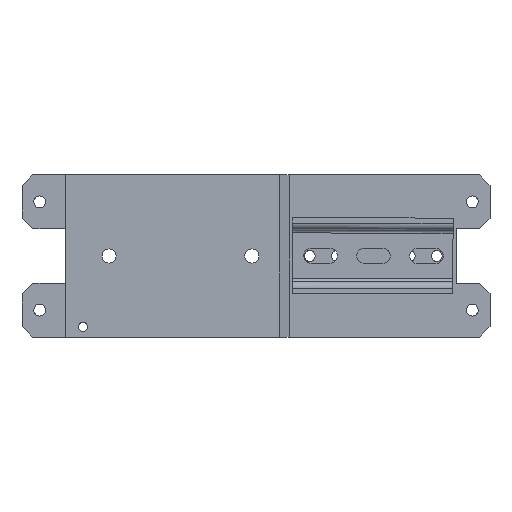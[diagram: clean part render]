
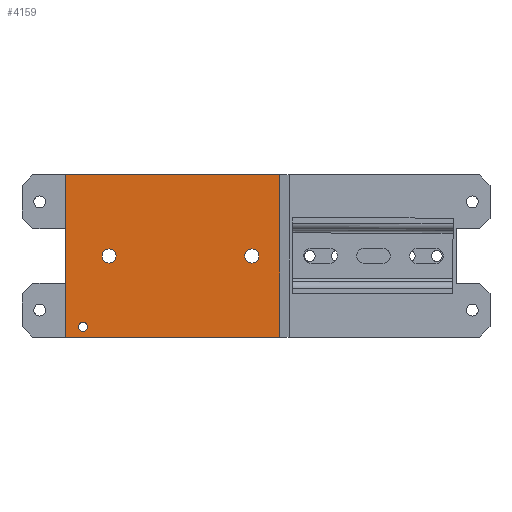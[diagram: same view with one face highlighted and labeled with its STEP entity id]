
A CAD part, top view. The second image highlights one B-rep face of the part: STEP entity #4159.
In plain terms, the highlighted planar face has unit normal (0, 0, 1).
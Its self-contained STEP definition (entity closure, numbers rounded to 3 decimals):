
#2242=DIRECTION('',(1.,0.,0.));
#2243=VECTOR('',#2242,98.8);
#2244=CARTESIAN_POINT('',(764.192,222.374,9.5));
#2245=LINE('',#2244,#2243);
#2516=DIRECTION('',(0.,1.,0.));
#2517=VECTOR('',#2516,75.);
#2518=CARTESIAN_POINT('',(862.992,222.374,9.5));
#2519=LINE('',#2518,#2517);
#2637=DIRECTION('',(0.,1.,0.));
#2638=VECTOR('',#2637,75.);
#2639=CARTESIAN_POINT('',(764.192,222.374,9.5));
#2640=LINE('',#2639,#2638);
#2644=CARTESIAN_POINT('',(854.992,292.574,9.5));
#2645=DIRECTION('',(0.,0.,1.));
#2646=DIRECTION('',(1.,0.,0.));
#2647=AXIS2_PLACEMENT_3D('',#2644,#2645,#2646);
#2652=CARTESIAN_POINT('',(854.992,292.574,9.5));
#2653=DIRECTION('',(0.,0.,1.));
#2654=DIRECTION('',(-1.,0.,0.));
#2655=AXIS2_PLACEMENT_3D('',#2652,#2653,#2654);
#2660=CARTESIAN_POINT('',(776.972,259.874,9.5));
#2661=DIRECTION('',(0.,0.,1.));
#2662=DIRECTION('',(1.,0.,0.));
#2663=AXIS2_PLACEMENT_3D('',#2660,#2661,#2662);
#2668=CARTESIAN_POINT('',(776.972,259.874,9.5));
#2669=DIRECTION('',(0.,0.,1.));
#2670=DIRECTION('',(-1.,0.,0.));
#2671=AXIS2_PLACEMENT_3D('',#2668,#2669,#2670);
#2676=CARTESIAN_POINT('',(842.972,259.874,9.5));
#2677=DIRECTION('',(0.,0.,1.));
#2678=DIRECTION('',(1.,0.,0.));
#2679=AXIS2_PLACEMENT_3D('',#2676,#2677,#2678);
#2684=CARTESIAN_POINT('',(842.972,259.874,9.5));
#2685=DIRECTION('',(0.,0.,1.));
#2686=DIRECTION('',(-1.,0.,0.));
#2687=AXIS2_PLACEMENT_3D('',#2684,#2685,#2686);
#3094=DIRECTION('',(-1.,0.,0.));
#3095=VECTOR('',#3094,98.8);
#3096=CARTESIAN_POINT('',(862.992,297.374,9.5));
#3097=LINE('',#3096,#3095);
#3567=CARTESIAN_POINT('',(862.992,222.374,9.5));
#3568=VERTEX_POINT('',#3567);
#3569=CARTESIAN_POINT('',(862.992,297.374,9.5));
#3570=VERTEX_POINT('',#3569);
#3589=CARTESIAN_POINT('',(764.192,222.374,9.5));
#3590=VERTEX_POINT('',#3589);
#3623=CARTESIAN_POINT('',(773.722,259.874,9.5));
#3624=VERTEX_POINT('',#3623);
#3625=CARTESIAN_POINT('',(780.222,259.874,9.5));
#3626=VERTEX_POINT('',#3625);
#3627=CARTESIAN_POINT('',(764.192,297.374,9.5));
#3628=VERTEX_POINT('',#3627);
#3629=CARTESIAN_POINT('',(857.092,292.574,9.5));
#3630=CARTESIAN_POINT('',(852.892,292.574,9.5));
#3631=VERTEX_POINT('',#3629);
#3632=VERTEX_POINT('',#3630);
#3633=CARTESIAN_POINT('',(846.222,259.874,9.5));
#3634=CARTESIAN_POINT('',(839.722,259.874,9.5));
#3635=VERTEX_POINT('',#3633);
#3636=VERTEX_POINT('',#3634);
#4128=CARTESIAN_POINT('',(959.835,297.374,9.5));
#4129=DIRECTION('',(0.,0.,-1.));
#4130=DIRECTION('',(-1.,0.,0.));
#4131=AXIS2_PLACEMENT_3D('',#4128,#4129,#4130);
#4132=PLANE('',#4131);
#4133=ORIENTED_EDGE('',*,*,#3809,.F.);
#4135=ORIENTED_EDGE('',*,*,#4134,.T.);
#4137=ORIENTED_EDGE('',*,*,#4136,.F.);
#4138=ORIENTED_EDGE('',*,*,#4017,.F.);
#4139=EDGE_LOOP('',(#4133,#4135,#4137,#4138));
#4140=FACE_OUTER_BOUND('',#4139,.F.);
#4142=ORIENTED_EDGE('',*,*,#4141,.T.);
#4144=ORIENTED_EDGE('',*,*,#4143,.T.);
#4145=EDGE_LOOP('',(#4142,#4144));
#4146=FACE_BOUND('',#4145,.F.);
#4148=ORIENTED_EDGE('',*,*,#4147,.T.);
#4150=ORIENTED_EDGE('',*,*,#4149,.T.);
#4151=EDGE_LOOP('',(#4148,#4150));
#4152=FACE_BOUND('',#4151,.F.);
#4154=ORIENTED_EDGE('',*,*,#4153,.T.);
#4156=ORIENTED_EDGE('',*,*,#4155,.T.);
#4157=EDGE_LOOP('',(#4154,#4156));
#4158=FACE_BOUND('',#4157,.F.);
#2648=CIRCLE('',#2647,2.1);
#2656=CIRCLE('',#2655,2.1);
#2664=CIRCLE('',#2663,3.25);
#2672=CIRCLE('',#2671,3.25);
#2680=CIRCLE('',#2679,3.25);
#2688=CIRCLE('',#2687,3.25);
#3809=EDGE_CURVE('',#3590,#3568,#2245,.T.);
#4017=EDGE_CURVE('',#3568,#3570,#2519,.T.);
#4134=EDGE_CURVE('',#3590,#3628,#2640,.T.);
#4136=EDGE_CURVE('',#3570,#3628,#3097,.T.);
#4141=EDGE_CURVE('',#3631,#3632,#2648,.T.);
#4143=EDGE_CURVE('',#3632,#3631,#2656,.T.);
#4147=EDGE_CURVE('',#3626,#3624,#2664,.T.);
#4149=EDGE_CURVE('',#3624,#3626,#2672,.T.);
#4153=EDGE_CURVE('',#3635,#3636,#2680,.T.);
#4155=EDGE_CURVE('',#3636,#3635,#2688,.T.);
#4159=ADVANCED_FACE('',(#4140,#4146,#4152,#4158),#4132,.F.);
